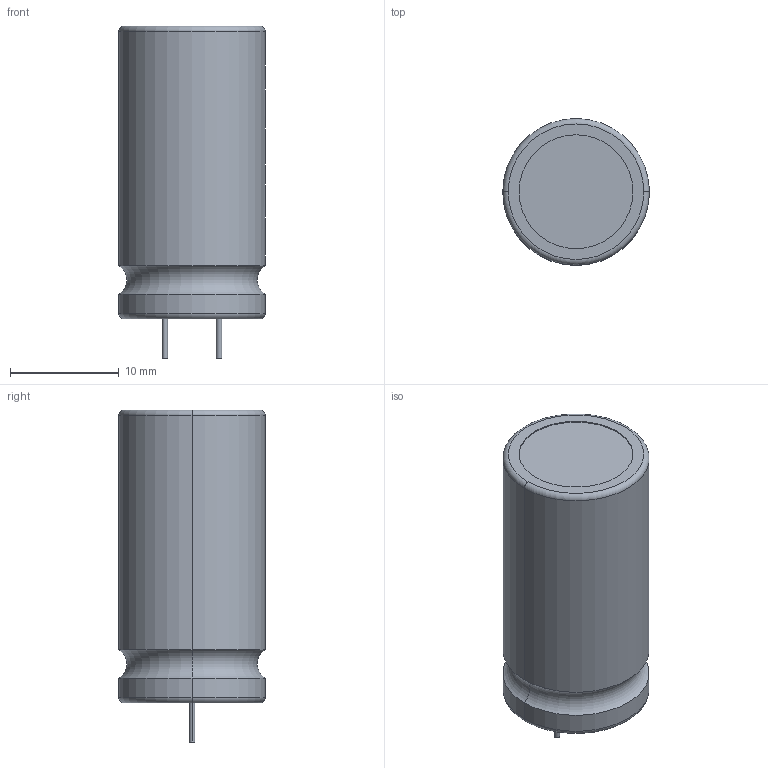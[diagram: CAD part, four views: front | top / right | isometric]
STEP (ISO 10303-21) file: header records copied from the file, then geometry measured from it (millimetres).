
FILE_DESCRIPTION((''),'2;1');
FILE_NAME('CAPPR500-1350X2700.stp','2012-04-19T09:47:14',(''),(''),'Mechanical Desktop 2011','Mechanical Desktop 2011',', , ');
FILE_SCHEMA(('AUTOMOTIVE_DESIGN { 1 2 10303 214 1 1 1 1 }'));
Length unit declared in the file: millimetre
Products named in the file (1): Product
Bounding box: 13.5 x 13.5 x 30.6 mm (x, y, z)
Volume: 3788.5 mm3; surface area: 1867.3 mm2
Topology: 10 solids, 10 shells, 89 faces, 193 edges, 126 vertices
Faces by surface type: plane 52, cylinder 31, torus 6
Entity records: 2498 total; most frequent: DIRECTION 465, CARTESIAN_POINT 409, ORIENTED_EDGE 386, EDGE_CURVE 193, AXIS2_PLACEMENT_3D 182, VERTEX_POINT 126, VECTOR 101, LINE 101
